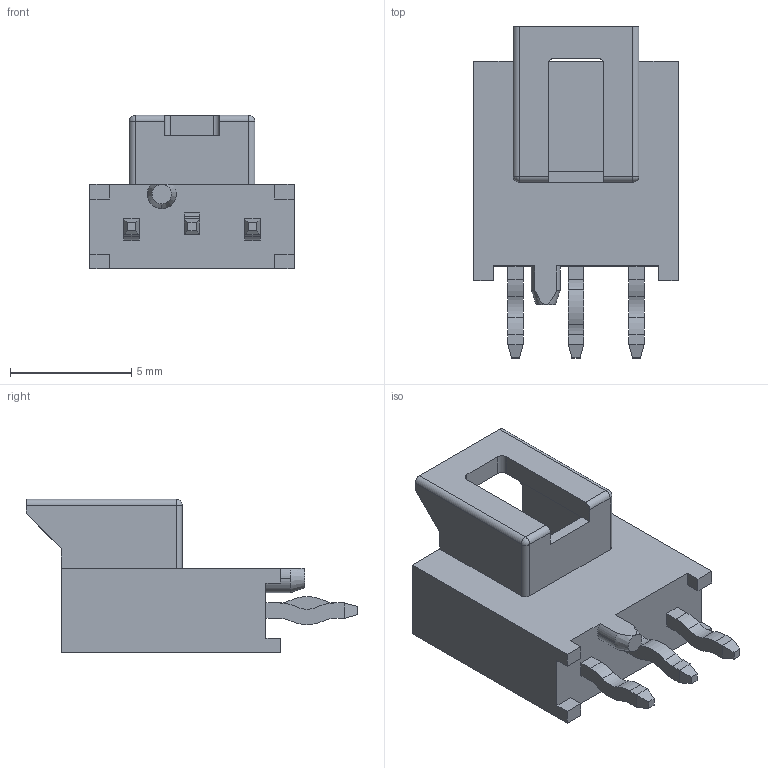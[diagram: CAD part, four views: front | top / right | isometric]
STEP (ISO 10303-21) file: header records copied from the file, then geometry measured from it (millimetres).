
FILE_DESCRIPTION(('FreeCAD Model'),'2;1');
FILE_NAME('Open CASCADE Shape Model','2025-04-08T22:31:45',(''),(''), 'Open CASCADE STEP processor 7.8','FreeCAD','Unknown');
FILE_SCHEMA(('AUTOMOTIVE_DESIGN { 1 0 10303 214 1 1 1 1 }'));
Length unit declared in the file: millimetre
Products named in the file (1): SOLID
Bounding box: 8.44 x 13.71 x 6.34 mm (x, y, z)
Volume: 193.5 mm3; surface area: 601.5 mm2
Topology: 1 solids, 1 shells, 144 faces, 383 edges, 243 vertices
Faces by surface type: plane 111, cylinder 29, cone 2, sphere 2
Entity records: 4433 total; most frequent: CARTESIAN_POINT 798, ORIENTED_EDGE 762, DIRECTION 730, EDGE_CURVE 381, LINE 318, VECTOR 318, VERTEX_POINT 243, AXIS2_PLACEMENT_3D 206
